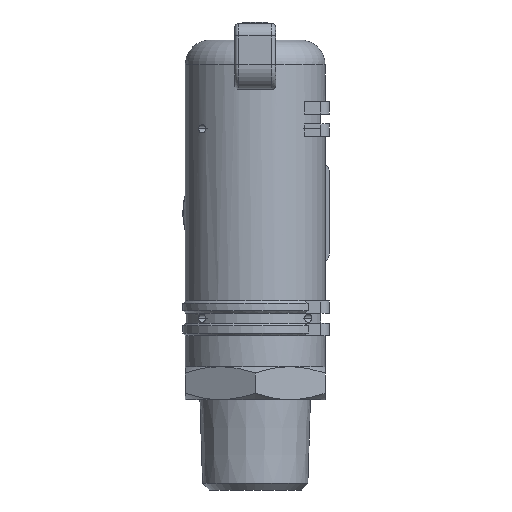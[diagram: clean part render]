
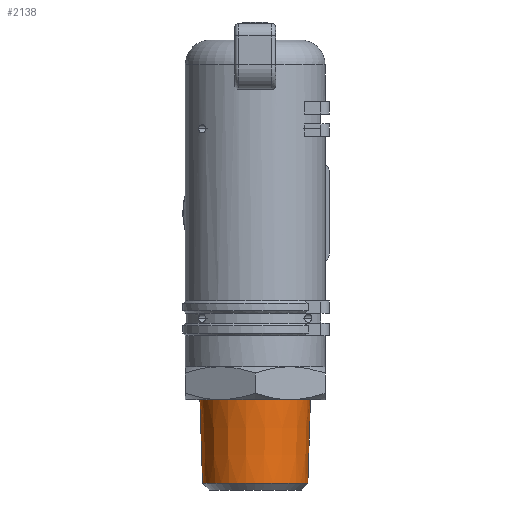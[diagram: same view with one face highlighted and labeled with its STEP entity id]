
A CAD part, front view. The second image highlights one B-rep face of the part: STEP entity #2138.
In plain terms, the highlighted conical face has half-angle 1.79 degrees and reference radius 6.552 mm.
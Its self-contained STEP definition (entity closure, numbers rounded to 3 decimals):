
#2028=CARTESIAN_POINT('',(6.305,-5.825,-27.675));
#2029=VERTEX_POINT('',#2028);
#2030=CARTESIAN_POINT('',(6.624,-5.825,-17.475));
#2031=VERTEX_POINT('',#2030);
#2032=CARTESIAN_POINT('',(6.305,-5.825,-27.675));
#2033=DIRECTION('',(0.031,0.,1.));
#2034=VECTOR('',#2033,10.205);
#2035=LINE('',#2032,#2034);
#2036=EDGE_CURVE('',#2029,#2031,#2035,.T.);
#2038=CARTESIAN_POINT('',(-6.505,-5.825,-27.675));
#2039=VERTEX_POINT('',#2038);
#2047=CARTESIAN_POINT('',(-6.824,-5.825,-17.475));
#2048=VERTEX_POINT('',#2047);
#2049=CARTESIAN_POINT('',(-6.505,-5.825,-27.675));
#2050=DIRECTION('',(-0.031,0.,1.));
#2051=VECTOR('',#2050,10.205);
#2052=LINE('',#2049,#2051);
#2053=EDGE_CURVE('',#2039,#2048,#2052,.T.);
#2093=CARTESIAN_POINT('',(-0.1,-5.825,-27.675));
#2094=DIRECTION('',(0.0,0.0,-1.0));
#2095=DIRECTION('',(-1.0,0.0,0.0));
#2096=AXIS2_PLACEMENT_3D('',#2093,#2094,#2095);
#2097=CIRCLE('',#2096,6.405);
#2098=EDGE_CURVE('',#2029,#2039,#2097,.T.);
#2121=CARTESIAN_POINT('',(-0.1,-5.825,-22.975));
#2122=DIRECTION('',(0.0,0.0,1.0));
#2123=DIRECTION('',(1.0,0.0,0.0));
#2124=AXIS2_PLACEMENT_3D('',#2121,#2122,#2123);
#2125=CONICAL_SURFACE('',#2124,6.552,1.79);
#2126=ORIENTED_EDGE('',*,*,#2036,.T.);
#2127=CARTESIAN_POINT('',(-0.1,-5.825,-17.475));
#2128=DIRECTION('',(0.0,0.0,1.0));
#2129=DIRECTION('',(1.0,0.0,0.0));
#2130=AXIS2_PLACEMENT_3D('',#2127,#2128,#2129);
#2131=CIRCLE('',#2130,6.724);
#2132=EDGE_CURVE('',#2048,#2031,#2131,.T.);
#2133=ORIENTED_EDGE('',*,*,#2132,.F.);
#2134=ORIENTED_EDGE('',*,*,#2053,.F.);
#2135=ORIENTED_EDGE('',*,*,#2098,.F.);
#2136=EDGE_LOOP('',(#2126,#2133,#2134,#2135));
#2137=FACE_OUTER_BOUND('',#2136,.T.);
#2138=ADVANCED_FACE('',(#2137),#2125,.T.);
